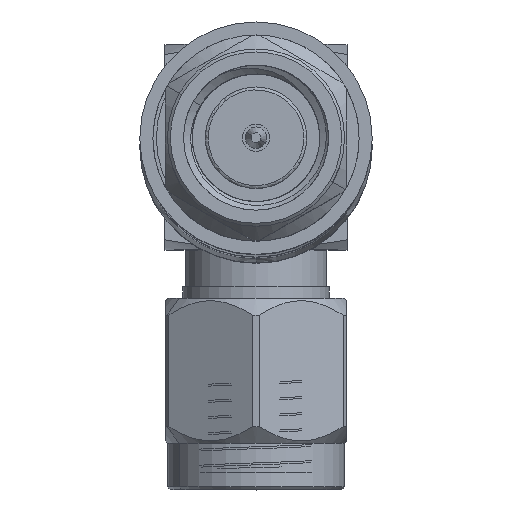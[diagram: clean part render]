
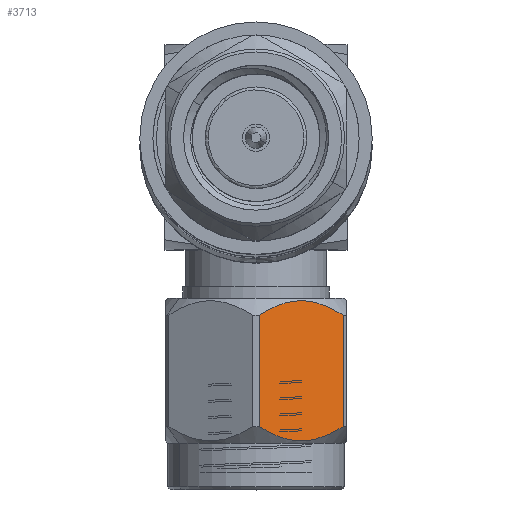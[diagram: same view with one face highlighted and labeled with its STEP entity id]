
A CAD part, top view. The second image highlights one B-rep face of the part: STEP entity #3713.
In plain terms, the highlighted face is planar.
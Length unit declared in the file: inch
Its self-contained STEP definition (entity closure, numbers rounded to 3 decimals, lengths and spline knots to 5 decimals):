
#3 = CARTESIAN_POINT ( 'NONE',  ( -0.28945, -0.17695, -0.00602 ) ) ;
#37 = CARTESIAN_POINT ( 'NONE',  ( -0.26469, -0.12817, -0.0905 ) ) ;
#236 = CARTESIAN_POINT ( 'NONE',  ( -0.49931, -0.1135, -0.11592 ) ) ;
#836 = CARTESIAN_POINT ( 'NONE',  ( -0.27152, -0.15671, -0.04108 ) ) ;
#889 = CARTESIAN_POINT ( 'NONE',  ( -0.26808, -0.1505, -0.05183 ) ) ;
#964 = CARTESIAN_POINT ( 'NONE',  ( -0.49522, -0.16354, -0.02923 ) ) ;
#1098 = CARTESIAN_POINT ( 'NONE',  ( -0.49892, -0.11291, -0.11694 ) ) ;
#1447 = DIRECTION ( 'NONE',  ( 0., 0.5, -0.866 ) ) ;
#1497 = CARTESIAN_POINT ( 'NONE',  ( -0.48165, -0.17695, -0.00602 ) ) ;
#1507 = EDGE_CURVE ( 'NONE', #2540, #7313, #6046, .T. ) ;
#1601 = CARTESIAN_POINT ( 'NONE',  ( -0.27186, -0.1134, -0.11608 ) ) ;
#1664 = CARTESIAN_POINT ( 'NONE',  ( -0.27223, -0.11283, -0.11707 ) ) ;
#1724 = EDGE_CURVE ( 'NONE', #2540, #5920, #6335, .T. ) ;
#1767 = CARTESIAN_POINT ( 'NONE',  ( -0.50412, -0.12108, -0.10279 ) ) ;
#1900 = CARTESIAN_POINT ( 'NONE',  ( -0.50584, -0.14256, -0.06555 ) ) ;
#2020 = B_SPLINE_CURVE_WITH_KNOTS ( 'NONE', 3,
 ( #2228, #10269, #7890, #3120, #8695, #4829, #1664, #4114, #1601, #8810, #37, #5626, #8769, #889, #7267, #3225, #7206, #4896, #836, #9580, #9614, #3 ),
 .UNSPECIFIED., .F., .F.,
 ( 4, 1, 1, 1, 1, 2, 2, 2, 1, 1, 1, 1, 2, 2, 4 ),
 ( 0., 0.125, 0.1875, 0.21875, 0.23437, 0.24219, 0.25, 0.5, 0.625, 0.6875, 0.71875, 0.73437, 0.74219, 0.75, 1. ),
 .UNSPECIFIED. ) ;
#2097 = AXIS2_PLACEMENT_3D ( 'NONE', #9499, #2255, #1447 ) ;
#2228 = CARTESIAN_POINT ( 'NONE',  ( -0.28945, -0.09369, -0.15023 ) ) ;
#2255 = DIRECTION ( 'NONE',  ( 0., -0.866, -0.5 ) ) ;
#2540 = VERTEX_POINT ( 'NONE', #7925 ) ;
#2581 = CARTESIAN_POINT ( 'NONE',  ( -0.49852, -0.11229, -0.11801 ) ) ;
#2612 = CARTESIAN_POINT ( 'NONE',  ( -0.50645, -0.12814, -0.09056 ) ) ;
#2681 = EDGE_CURVE ( 'NONE', #5920, #3782, #2020, .T. ) ;
#2706 = CARTESIAN_POINT ( 'NONE',  ( -0.48931, -0.17011, -0.01786 ) ) ;
#2814 = LINE ( 'NONE', #3613, #4459 ) ;
#3075 = ORIENTED_EDGE ( 'NONE', *, *, #1507, .F. ) ;
#3120 = CARTESIAN_POINT ( 'NONE',  ( -0.27567, -0.108, -0.12543 ) ) ;
#3225 = CARTESIAN_POINT ( 'NONE',  ( -0.27066, -0.1553, -0.04352 ) ) ;
#3361 = FACE_OUTER_BOUND ( 'NONE', #9164, .T. ) ;
#3421 = CARTESIAN_POINT ( 'NONE',  ( -0.50131, -0.1538, -0.0461 ) ) ;
#3508 = CARTESIAN_POINT ( 'NONE',  ( -0.28945, -0.17695, -0.00602 ) ) ;
#3613 = CARTESIAN_POINT ( 'NONE',  ( -0.05055, -0.17695, -0.00602 ) ) ;
#3713 = ADVANCED_FACE ( 'NONE', ( #3361 ), #6270, .T. ) ;
#3782 = VERTEX_POINT ( 'NONE', #3508 ) ;
#4114 = CARTESIAN_POINT ( 'NONE',  ( -0.27197, -0.11323, -0.11637 ) ) ;
#4253 = CARTESIAN_POINT ( 'NONE',  ( -0.49753, -0.11085, -0.1205 ) ) ;
#4459 = VECTOR ( 'NONE', #5232, 39.37008 ) ;
#4829 = CARTESIAN_POINT ( 'NONE',  ( -0.27262, -0.11224, -0.1181 ) ) ;
#4896 = CARTESIAN_POINT ( 'NONE',  ( -0.27136, -0.15645, -0.04153 ) ) ;
#5023 = CARTESIAN_POINT ( 'NONE',  ( -0.49952, -0.1568, -0.04092 ) ) ;
#5155 = CARTESIAN_POINT ( 'NONE',  ( -0.05055, -0.09369, -0.15023 ) ) ;
#5232 = DIRECTION ( 'NONE',  ( -1., 0., 0. ) ) ;
#5333 = VECTOR ( 'NONE', #8465, 39.37008 ) ;
#5626 = CARTESIAN_POINT ( 'NONE',  ( -0.26466, -0.13879, -0.07211 ) ) ;
#5647 = ORIENTED_EDGE ( 'NONE', *, *, #2681, .T. ) ;
#5858 = CARTESIAN_POINT ( 'NONE',  ( -0.49663, -0.10961, -0.12264 ) ) ;
#5920 = VERTEX_POINT ( 'NONE', #9579 ) ;
#6046 = B_SPLINE_CURVE_WITH_KNOTS ( 'NONE', 3,
 ( #7768, #10182, #9718, #9112, #9810, #5858, #4253, #2581, #1098, #6665, #236, #1767, #2612, #9846, #1900, #9771, #6591, #8208, #3421, #6554, #9081, #7504, #5023, #964, #2706, #7402 ),
 .UNSPECIFIED., .F., .F.,
 ( 4, 2, 2, 1, 1, 2, 2, 2, 2, 2, 1, 1, 2, 2, 4 ),
 ( 0., 0.125, 0.1875, 0.21875, 0.23437, 0.24219, 0.25, 0.5, 0.625, 0.6875, 0.71875, 0.73437, 0.74219, 0.75, 1. ),
 .UNSPECIFIED. ) ;
#6133 = EDGE_CURVE ( 'NONE', #3782, #7313, #2814, .T. ) ;
#6270 = PLANE ( 'NONE',  #2097 ) ;
#6335 = LINE ( 'NONE', #5155, #5333 ) ;
#6554 = CARTESIAN_POINT ( 'NONE',  ( -0.50038, -0.1554, -0.04334 ) ) ;
#6591 = CARTESIAN_POINT ( 'NONE',  ( -0.50334, -0.14973, -0.05314 ) ) ;
#6647 = ORIENTED_EDGE ( 'NONE', *, *, #6133, .T. ) ;
#6665 = CARTESIAN_POINT ( 'NONE',  ( -0.49919, -0.11332, -0.11623 ) ) ;
#7043 = ORIENTED_EDGE ( 'NONE', *, *, #1724, .T. ) ;
#7206 = CARTESIAN_POINT ( 'NONE',  ( -0.27108, -0.15599, -0.04232 ) ) ;
#7267 = CARTESIAN_POINT ( 'NONE',  ( -0.26973, -0.15369, -0.04629 ) ) ;
#7313 = VERTEX_POINT ( 'NONE', #1497 ) ;
#7402 = CARTESIAN_POINT ( 'NONE',  ( -0.48165, -0.17695, -0.00602 ) ) ;
#7504 = CARTESIAN_POINT ( 'NONE',  ( -0.49968, -0.15654, -0.04136 ) ) ;
#7768 = CARTESIAN_POINT ( 'NONE',  ( -0.48165, -0.09369, -0.15023 ) ) ;
#7890 = CARTESIAN_POINT ( 'NONE',  ( -0.28043, -0.10225, -0.1354 ) ) ;
#7925 = CARTESIAN_POINT ( 'NONE',  ( -0.48165, -0.09369, -0.15023 ) ) ;
#8208 = CARTESIAN_POINT ( 'NONE',  ( -0.50203, -0.15244, -0.04845 ) ) ;
#8465 = DIRECTION ( 'NONE',  ( 1., 0., 0. ) ) ;
#8695 = CARTESIAN_POINT ( 'NONE',  ( -0.27359, -0.11083, -0.12053 ) ) ;
#8769 = CARTESIAN_POINT ( 'NONE',  ( -0.26553, -0.14415, -0.06282 ) ) ;
#8810 = CARTESIAN_POINT ( 'NONE',  ( -0.26703, -0.12096, -0.10298 ) ) ;
#9081 = CARTESIAN_POINT ( 'NONE',  ( -0.49997, -0.15609, -0.04215 ) ) ;
#9112 = CARTESIAN_POINT ( 'NONE',  ( -0.49336, -0.10548, -0.12979 ) ) ;
#9164 = EDGE_LOOP ( 'NONE', ( #6647, #3075, #7043, #5647 ) ) ;
#9499 = CARTESIAN_POINT ( 'NONE',  ( -0.05055, -0.09021, -0.15625 ) ) ;
#9579 = CARTESIAN_POINT ( 'NONE',  ( -0.28945, -0.09369, -0.15023 ) ) ;
#9580 = CARTESIAN_POINT ( 'NONE',  ( -0.2757, -0.16329, -0.02968 ) ) ;
#9614 = CARTESIAN_POINT ( 'NONE',  ( -0.28163, -0.16997, -0.01811 ) ) ;
#9718 = CARTESIAN_POINT ( 'NONE',  ( -0.4889, -0.10049, -0.13845 ) ) ;
#9771 = CARTESIAN_POINT ( 'NONE',  ( -0.50408, -0.14794, -0.05625 ) ) ;
#9810 = CARTESIAN_POINT ( 'NONE',  ( -0.49473, -0.10714, -0.12693 ) ) ;
#9846 = CARTESIAN_POINT ( 'NONE',  ( -0.50643, -0.139, -0.07174 ) ) ;
#10182 = CARTESIAN_POINT ( 'NONE',  ( -0.4855, -0.09712, -0.14428 ) ) ;
#10269 = CARTESIAN_POINT ( 'NONE',  ( -0.28557, -0.09716, -0.14422 ) ) ;
